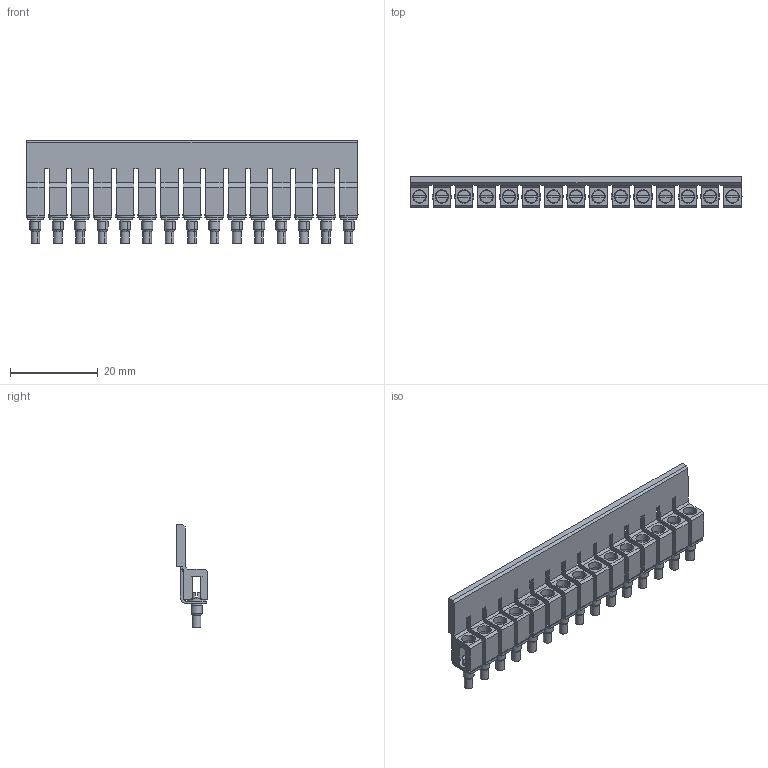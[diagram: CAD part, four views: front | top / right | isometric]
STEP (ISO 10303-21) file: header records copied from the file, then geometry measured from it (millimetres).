
FILE_DESCRIPTION(('CATIA V5 STEP Exchange','CAx-IF Rec.Pracs.--- Model Styling and Organization---1.5--- 2016-08-15','CAx-IF Rec.Pracs.---Supplemental Geometry---1.0---2011-11-01','CAx-IF Rec.Pracs.--- Composite Materials ---1.1---2010-07-15'),'2;1');
FILE_NAME ('035993-8_0', '2025-09-19T08:32:59+00:00', ('none'), ('Weidmueller'), 'CATIA Version 5-6 Release 2024 SP4', 'CATIA V5 STEP AP214 v3', 'none');
FILE_SCHEMA(('AUTOMOTIVE_DESIGN { 1 0 10303 214 1 1 1 1 }'));
Length unit declared in the file: millimetre
Products named in the file (1): 1059660000
Bounding box: 75.7 x 7.13 x 23.36 mm (x, y, z)
Volume: 3187.8 mm3; surface area: 8762 mm2
Topology: 2 solids, 2 shells, 708 faces, 1989 edges, 1315 vertices
Faces by surface type: plane 438, cylinder 180, cone 90
Entity records: 20177 total; most frequent: ORIENTED_EDGE 3978, CARTESIAN_POINT 3945, DIRECTION 2339, EDGE_CURVE 1989, VECTOR 1359, LINE 1359, VERTEX_POINT 1315, EDGE_LOOP 768
